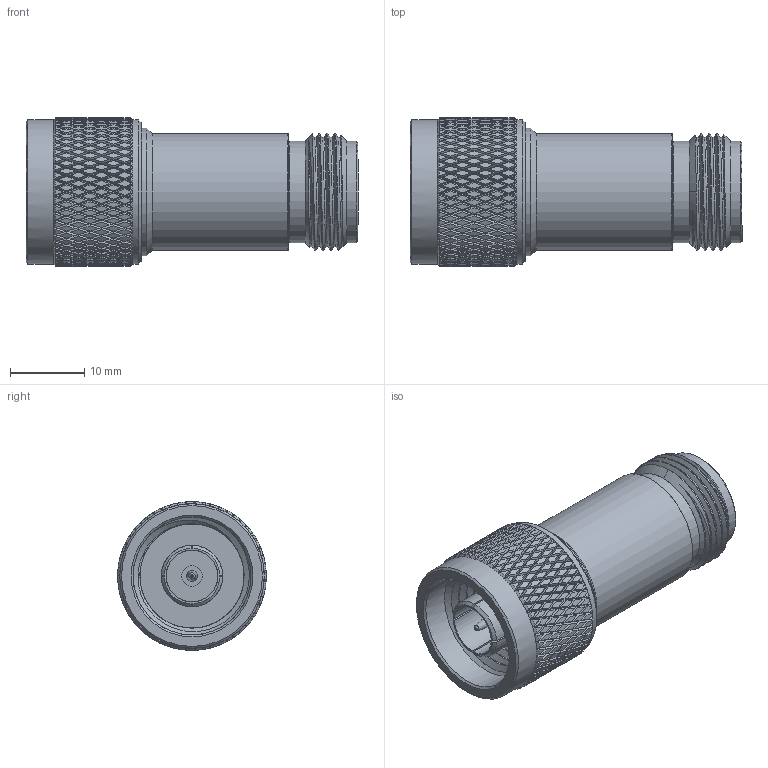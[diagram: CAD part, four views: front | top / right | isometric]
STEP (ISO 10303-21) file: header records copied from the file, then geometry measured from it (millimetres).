
FILE_DESCRIPTION (( 'STEP AP203' ), '1' );
FILE_NAME ('PE7047-20_3D.step', '2021-10-12T15:14:16', ( '' ), ( '' ), 'SwSTEP 2.0', 'SolidWorks 2021', '' );
FILE_SCHEMA (( 'CONFIG_CONTROL_DESIGN' ));
Products named in the file (1): PE7047-20_3D
Bounding box: 44.7 x 20 x 20 mm (x, y, z)
Volume: 7928.7 mm3; surface area: 4865 mm2
Topology: 1 solids, 1 shells, 2518 faces, 5143 edges, 2638 vertices
Faces by surface type: bspline 1768, cylinder 469, cone 240, plane 41
Full cylindrical faces by diameter (mm): 1.27 x1, 1.524 x1, 2.286 x1, 2.794 x1, 6.985 x1, 7.112 x1, 8.255 x1, 8.636 x1, 13.716 x2, 15.748 x1, 15.875 x5, 17.175 x1, 19.461 x2
Entity records: 91732 total; most frequent: CARTESIAN_POINT 59036, ORIENTED_EDGE 10184, EDGE_CURVE 5092, VERTEX_POINT 2618, EDGE_LOOP 2550, FACE_OUTER_BOUND 2530, ADVANCED_FACE 2513, DIRECTION 2460
